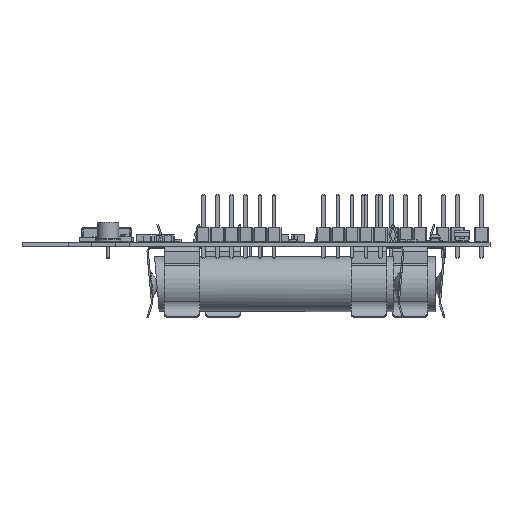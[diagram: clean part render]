
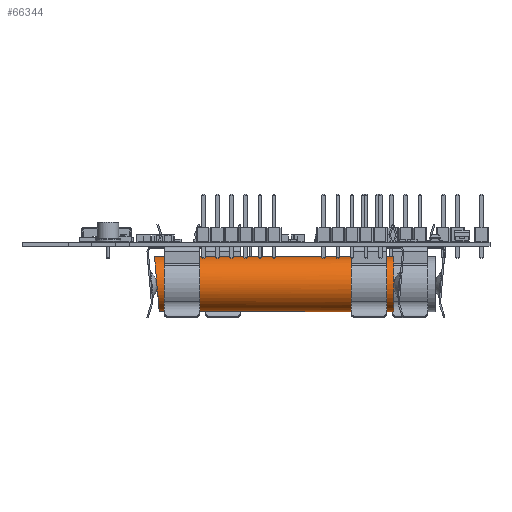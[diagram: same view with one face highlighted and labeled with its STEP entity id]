
A CAD part, left-side view. The second image highlights one B-rep face of the part: STEP entity #66344.
In plain terms, the highlighted cylindrical face has radius 4.9 mm (diameter 9.8 mm), a full revolution.
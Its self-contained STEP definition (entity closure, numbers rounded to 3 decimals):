
#66344 = ADVANCED_FACE('',(#66345),#66372,.T.);
#66345 = FACE_BOUND('',#66346,.T.);
#66346 = EDGE_LOOP('',(#66347,#66356,#66364,#66371));
#66347 = ORIENTED_EDGE('',*,*,#66348,.F.);
#66348 = EDGE_CURVE('',#66349,#66349,#66351,.T.);
#66349 = VERTEX_POINT('',#66350);
#66350 = CARTESIAN_POINT('',(-4.9,10.733,39.572));
#66351 = ELLIPSE('',#66352,4.919,4.9);
#66352 = AXIS2_PLACEMENT_3D('',#66353,#66354,#66355);
#66353 = CARTESIAN_POINT('',(0.,10.733,
    39.572));
#66354 = DIRECTION('',(0.,0.087,
    0.996));
#66355 = DIRECTION('',(0.,0.996,
    -0.087));
#66356 = ORIENTED_EDGE('',*,*,#66357,.T.);
#66357 = EDGE_CURVE('',#66349,#66358,#66360,.T.);
#66358 = VERTEX_POINT('',#66359);
#66359 = CARTESIAN_POINT('',(-4.9,10.733,-2.928));
#66360 = LINE('',#66361,#66362);
#66361 = CARTESIAN_POINT('',(-4.9,10.733,-2.928));
#66362 = VECTOR('',#66363,1.);
#66363 = DIRECTION('',(0.,0.,-1.));
#66364 = ORIENTED_EDGE('',*,*,#66365,.T.);
#66365 = EDGE_CURVE('',#66358,#66358,#66366,.T.);
#66366 = CIRCLE('',#66367,4.9);
#66367 = AXIS2_PLACEMENT_3D('',#66368,#66369,#66370);
#66368 = CARTESIAN_POINT('',(0.,10.733,
    -2.928));
#66369 = DIRECTION('',(0.,0.,1.));
#66370 = DIRECTION('',(1.,0.,-0.));
#66371 = ORIENTED_EDGE('',*,*,#66357,.F.);
#66372 = CYLINDRICAL_SURFACE('',#66373,4.9);
#66373 = AXIS2_PLACEMENT_3D('',#66374,#66375,#66376);
#66374 = CARTESIAN_POINT('',(0.,10.733,
    -2.928));
#66375 = DIRECTION('',(0.,0.,1.));
#66376 = DIRECTION('',(1.,0.,-0.));
